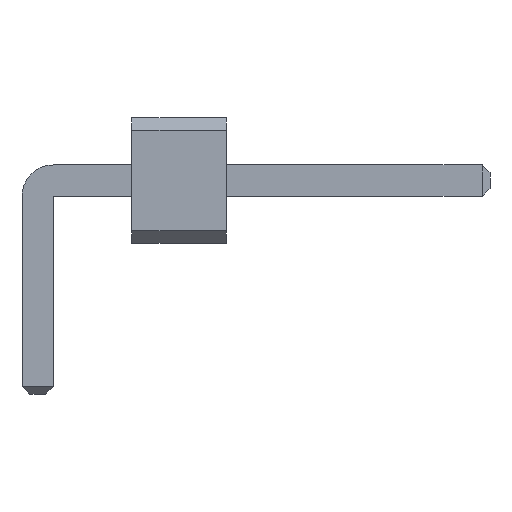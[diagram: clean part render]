
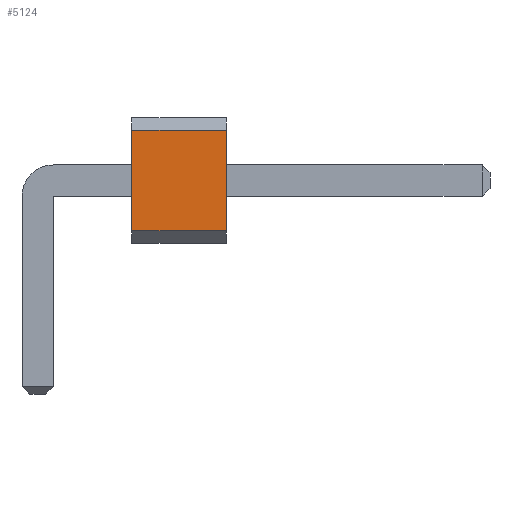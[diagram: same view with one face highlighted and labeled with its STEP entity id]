
A CAD part, front view. The second image highlights one B-rep face of the part: STEP entity #5124.
In plain terms, the highlighted planar face has unit normal (0, -1, 0).
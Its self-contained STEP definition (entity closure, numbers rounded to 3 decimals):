
#574 = VERTEX_POINT('',#575);
#575 = CARTESIAN_POINT('',(1.5,-37.,1.8));
#581 = EDGE_CURVE('',#582,#574,#584,.T.);
#582 = VERTEX_POINT('',#583);
#583 = CARTESIAN_POINT('',(1.5,-37.,0.2));
#584 = LINE('',#585,#586);
#585 = CARTESIAN_POINT('',(1.5,-37.,0.2));
#586 = VECTOR('',#587,1.);
#587 = DIRECTION('',(0.,0.,1.));
#2133 = VERTEX_POINT('',#2134);
#2134 = CARTESIAN_POINT('',(3.,-37.,1.8));
#2140 = EDGE_CURVE('',#2141,#2133,#2143,.T.);
#2141 = VERTEX_POINT('',#2142);
#2142 = CARTESIAN_POINT('',(3.,-37.,0.2));
#2143 = LINE('',#2144,#2145);
#2144 = CARTESIAN_POINT('',(3.,-37.,0.2));
#2145 = VECTOR('',#2146,1.);
#2146 = DIRECTION('',(0.,0.,1.));
#5096 = EDGE_CURVE('',#582,#2141,#5097,.T.);
#5097 = LINE('',#5098,#5099);
#5098 = CARTESIAN_POINT('',(1.5,-37.,0.2));
#5099 = VECTOR('',#5100,1.);
#5100 = DIRECTION('',(1.,0.,0.));
#5124 = ADVANCED_FACE('',(#5125),#5136,.T.);
#5125 = FACE_BOUND('',#5126,.T.);
#5126 = EDGE_LOOP('',(#5127,#5128,#5129,#5135));
#5127 = ORIENTED_EDGE('',*,*,#5096,.T.);
#5128 = ORIENTED_EDGE('',*,*,#2140,.T.);
#5129 = ORIENTED_EDGE('',*,*,#5130,.F.);
#5130 = EDGE_CURVE('',#574,#2133,#5131,.T.);
#5131 = LINE('',#5132,#5133);
#5132 = CARTESIAN_POINT('',(1.5,-37.,1.8));
#5133 = VECTOR('',#5134,1.);
#5134 = DIRECTION('',(1.,0.,0.));
#5135 = ORIENTED_EDGE('',*,*,#581,.F.);
#5136 = PLANE('',#5137);
#5137 = AXIS2_PLACEMENT_3D('',#5138,#5139,#5140);
#5138 = CARTESIAN_POINT('',(1.5,-37.,0.2));
#5139 = DIRECTION('',(0.,-1.,0.));
#5140 = DIRECTION('',(0.,0.,1.));
